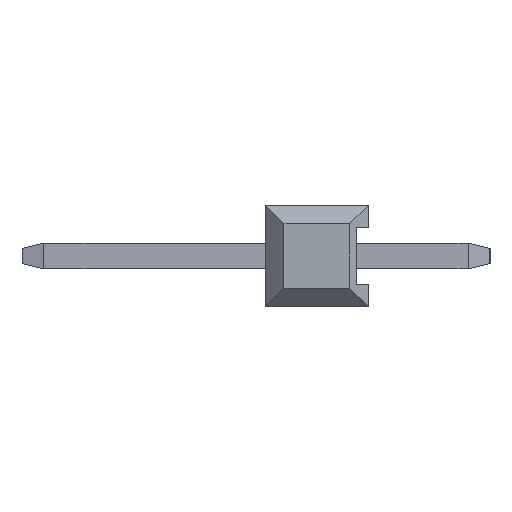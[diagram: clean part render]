
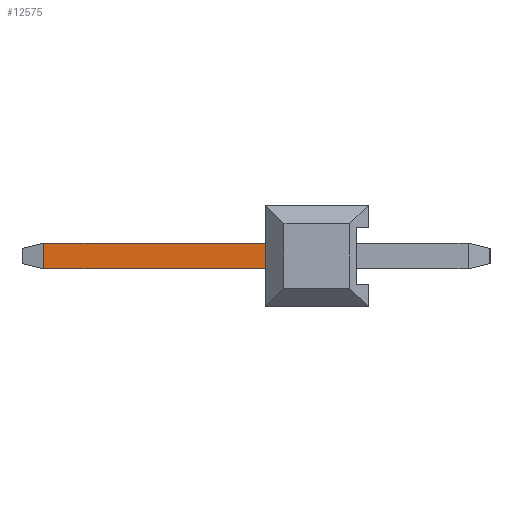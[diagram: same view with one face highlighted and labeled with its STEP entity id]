
A CAD part, left-side view. The second image highlights one B-rep face of the part: STEP entity #12575.
In plain terms, the highlighted planar face has unit normal (-1, 0, 0).
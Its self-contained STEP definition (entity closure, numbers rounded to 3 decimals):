
#458 = CARTESIAN_POINT ( 'NONE',  ( -0.32, 2.54, 0.32 ) ) ;
#1903 = LINE ( 'NONE', #1904, #22965 ) ;
#1904 = CARTESIAN_POINT ( 'NONE',  ( -0.32, 8.54, -0.32 ) ) ;
#1905 = DIRECTION ( 'NONE',  ( 0., -1., 0. ) ) ;
#2062 = LINE ( 'NONE', #2063, #23018 ) ;
#2063 = CARTESIAN_POINT ( 'NONE',  ( -0.32, 2.54, -0.32 ) ) ;
#2064 = DIRECTION ( 'NONE',  ( 0., 0., 1. ) ) ;
#2388 = CARTESIAN_POINT ( 'NONE',  ( -0.32, 7.999, -0.32 ) ) ;
#2719 = VERTEX_POINT ( 'NONE', #458 ) ;
#3060 = AXIS2_PLACEMENT_3D ( 'NONE', #14081, #14082, #14083 ) ;
#3186 = FACE_OUTER_BOUND ( 'NONE', #7169, .T. ) ;
#7169 = EDGE_LOOP ( 'NONE', ( #20782, #20437, #20727, #20392 ) ) ;
#11615 = VERTEX_POINT ( 'NONE', #13653 ) ;
#12575 = ADVANCED_FACE ( 'NONE', ( #3186 ), #14080, .T. ) ;
#13653 = CARTESIAN_POINT ( 'NONE',  ( -0.32, 7.999, 0.32 ) ) ;
#14080 = PLANE ( 'NONE',  #3060 ) ;
#14081 = CARTESIAN_POINT ( 'NONE',  ( -0.32, 8.54, 0.32 ) ) ;
#14082 = DIRECTION ( 'NONE',  ( -1., 0., 0. ) ) ;
#14083 = DIRECTION ( 'NONE',  ( 0., 0., 1. ) ) ;
#15703 = CARTESIAN_POINT ( 'NONE',  ( -0.32, 2.54, -0.32 ) ) ;
#16369 = VERTEX_POINT ( 'NONE', #15703 ) ;
#20392 = ORIENTED_EDGE ( 'NONE', *, *, #21174, .T. ) ;
#20437 = ORIENTED_EDGE ( 'NONE', *, *, #24087, .T. ) ;
#20727 = ORIENTED_EDGE ( 'NONE', *, *, #21121, .T. ) ;
#20782 = ORIENTED_EDGE ( 'NONE', *, *, #24088, .F. ) ;
#21121 = EDGE_CURVE ( 'NONE', #21694, #16369, #1903, .T. ) ;
#21174 = EDGE_CURVE ( 'NONE', #16369, #2719, #2062, .T. ) ;
#21694 = VERTEX_POINT ( 'NONE', #2388 ) ;
#22965 = VECTOR ( 'NONE', #1905, 1000. ) ;
#23018 = VECTOR ( 'NONE', #2064, 1000. ) ;
#24087 = EDGE_CURVE ( 'NONE', #11615, #21694, #25432, .T. ) ;
#24088 = EDGE_CURVE ( 'NONE', #11615, #2719, #25435, .T. ) ;
#25432 = LINE ( 'NONE', #25433, #30765 ) ;
#25433 = CARTESIAN_POINT ( 'NONE',  ( -0.32, 7.999, 0.32 ) ) ;
#25434 = DIRECTION ( 'NONE',  ( 0., 0., -1. ) ) ;
#25435 = LINE ( 'NONE', #25436, #30766 ) ;
#25436 = CARTESIAN_POINT ( 'NONE',  ( -0.32, 8.54, 0.32 ) ) ;
#25437 = DIRECTION ( 'NONE',  ( 0., -1., 0. ) ) ;
#30765 = VECTOR ( 'NONE', #25434, 1000. ) ;
#30766 = VECTOR ( 'NONE', #25437, 1000. ) ;
